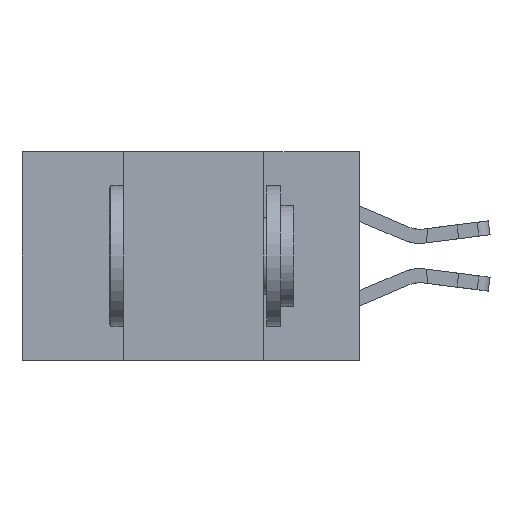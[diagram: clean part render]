
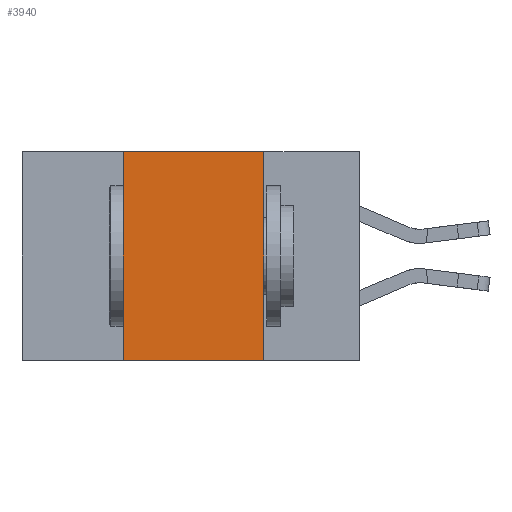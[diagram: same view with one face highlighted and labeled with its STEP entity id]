
A CAD part, left-side view. The second image highlights one B-rep face of the part: STEP entity #3940.
In plain terms, the highlighted planar face has unit normal (-1, 0, 0).
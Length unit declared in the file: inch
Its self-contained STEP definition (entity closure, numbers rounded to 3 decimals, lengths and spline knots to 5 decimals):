
#70 = VERTEX_POINT ( 'NONE', #15814 ) ;
#365 = AXIS2_PLACEMENT_3D ( 'NONE', #4486, #4186, #4143 ) ;
#520 = DIRECTION ( 'NONE',  ( 0., 0., 1. ) ) ;
#1144 = VERTEX_POINT ( 'NONE', #4913 ) ;
#3042 = VECTOR ( 'NONE', #16203, 39.37008 ) ;
#3191 = CARTESIAN_POINT ( 'NONE',  ( 0., 0.6, -0.37 ) ) ;
#3809 = LINE ( 'NONE', #12218, #16698 ) ;
#3940 = ADVANCED_FACE ( 'NONE', ( #11377 ), #4254, .F. ) ;
#4143 = DIRECTION ( 'NONE',  ( 0., 0., -1. ) ) ;
#4186 = DIRECTION ( 'NONE',  ( 1., 0., 0. ) ) ;
#4254 = PLANE ( 'NONE',  #365 ) ;
#4486 = CARTESIAN_POINT ( 'NONE',  ( 0., 0.6, 0. ) ) ;
#4592 = LINE ( 'NONE', #20257, #12350 ) ;
#4895 = EDGE_CURVE ( 'NONE', #9147, #7298, #18189, .T. ) ;
#4913 = CARTESIAN_POINT ( 'NONE',  ( 0., 0.42, -0.37 ) ) ;
#5474 = CARTESIAN_POINT ( 'NONE',  ( 0., 0.17, 0. ) ) ;
#5500 = EDGE_LOOP ( 'NONE', ( #16999, #10036, #18462, #14837 ) ) ;
#6216 = EDGE_CURVE ( 'NONE', #70, #9147, #4592, .T. ) ;
#6581 = CARTESIAN_POINT ( 'NONE',  ( 0., 0.17, -0.37 ) ) ;
#7298 = VERTEX_POINT ( 'NONE', #6581 ) ;
#7575 = EDGE_CURVE ( 'NONE', #1144, #70, #3809, .T. ) ;
#9147 = VERTEX_POINT ( 'NONE', #11430 ) ;
#9162 = DIRECTION ( 'NONE',  ( 0., -1., 0. ) ) ;
#10036 = ORIENTED_EDGE ( 'NONE', *, *, #6216, .F. ) ;
#11377 = FACE_OUTER_BOUND ( 'NONE', #5500, .T. ) ;
#11430 = CARTESIAN_POINT ( 'NONE',  ( 0., 0.17, 0. ) ) ;
#12218 = CARTESIAN_POINT ( 'NONE',  ( 0., 0.42, 0. ) ) ;
#12350 = VECTOR ( 'NONE', #9162, 39.37008 ) ;
#14117 = EDGE_CURVE ( 'NONE', #1144, #7298, #16041, .T. ) ;
#14837 = ORIENTED_EDGE ( 'NONE', *, *, #14117, .T. ) ;
#15814 = CARTESIAN_POINT ( 'NONE',  ( 0., 0.42, 0. ) ) ;
#16041 = LINE ( 'NONE', #3191, #3042 ) ;
#16203 = DIRECTION ( 'NONE',  ( 0., -1., 0. ) ) ;
#16698 = VECTOR ( 'NONE', #520, 39.37008 ) ;
#16999 = ORIENTED_EDGE ( 'NONE', *, *, #4895, .F. ) ;
#18189 = LINE ( 'NONE', #5474, #18715 ) ;
#18426 = DIRECTION ( 'NONE',  ( 0., 0., -1. ) ) ;
#18462 = ORIENTED_EDGE ( 'NONE', *, *, #7575, .F. ) ;
#18715 = VECTOR ( 'NONE', #18426, 39.37008 ) ;
#20257 = CARTESIAN_POINT ( 'NONE',  ( 0., 0.6, 0. ) ) ;
